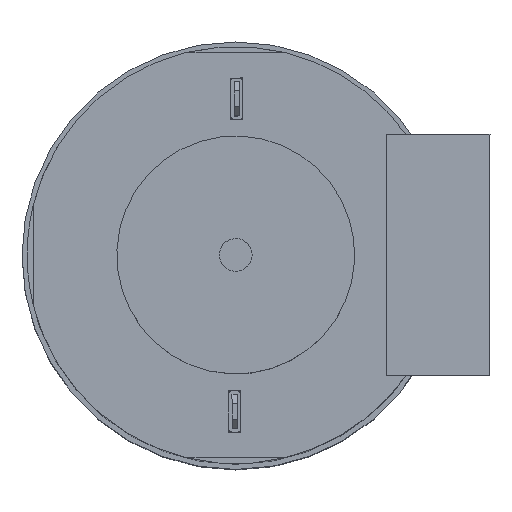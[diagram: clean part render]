
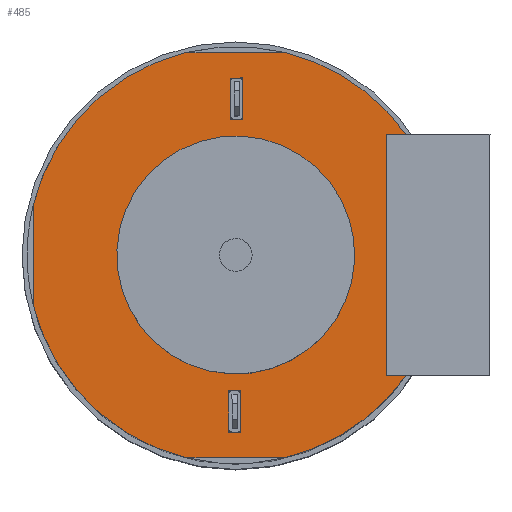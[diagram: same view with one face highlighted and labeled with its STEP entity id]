
A CAD part, top view. The second image highlights one B-rep face of the part: STEP entity #485.
In plain terms, the highlighted planar face has unit normal (0, 0, 1).
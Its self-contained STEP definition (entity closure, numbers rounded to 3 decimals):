
#304=CARTESIAN_POINT('',(0.,3.45,40.));
#305=VERTEX_POINT('',#304);
#312=CARTESIAN_POINT('',(0.,0.,40.));
#313=DIRECTION('',(0.,1.,-0.));
#314=DIRECTION('',(0.,0.,1.));
#315=AXIS2_PLACEMENT_3D('',#312,#314,#313);
#316=CIRCLE('',#315,3.45);
#317=EDGE_CURVE('',#305,#305,#316,.T.);
#323=CARTESIAN_POINT('',(0.,-3.242,40.));
#324=DIRECTION('',(0.,1.,0.));
#325=DIRECTION('',(0.,-0.,1.));
#326=AXIS2_PLACEMENT_3D('',#323,#325,#324);
#327=PLANE('',#326);
#328=CARTESIAN_POINT('',(-2.889,11.75,40.));
#329=VERTEX_POINT('',#328);
#330=CARTESIAN_POINT('',(-11.75,2.889,40.));
#331=VERTEX_POINT('',#330);
#332=CARTESIAN_POINT('',(0.,0.,40.));
#333=DIRECTION('',(-0.239,0.971,0.));
#334=DIRECTION('',(0.,0.,1.));
#335=AXIS2_PLACEMENT_3D('',#332,#334,#333);
#336=CIRCLE('',#335,12.1);
#337=EDGE_CURVE('',#329,#331,#336,.T.);
#338=ORIENTED_EDGE('',*,*,#337,.T.);
#339=CARTESIAN_POINT('',(-11.75,-2.889,40.));
#340=VERTEX_POINT('',#339);
#341=CARTESIAN_POINT('',(-11.75,2.889,40.));
#342=DIRECTION('',(0.,-1.,0.));
#343=VECTOR('',#342,5.778);
#344=LINE('',#341,#343);
#345=EDGE_CURVE('',#331,#340,#344,.T.);
#346=ORIENTED_EDGE('',*,*,#345,.T.);
#347=CARTESIAN_POINT('',(-2.889,-11.75,40.));
#348=VERTEX_POINT('',#347);
#349=CARTESIAN_POINT('',(0.,0.,40.));
#350=DIRECTION('',(-0.971,-0.239,0.));
#351=DIRECTION('',(0.,0.,1.));
#352=AXIS2_PLACEMENT_3D('',#349,#351,#350);
#353=CIRCLE('',#352,12.1);
#354=EDGE_CURVE('',#340,#348,#353,.T.);
#355=ORIENTED_EDGE('',*,*,#354,.T.);
#356=CARTESIAN_POINT('',(2.889,-11.75,40.));
#357=VERTEX_POINT('',#356);
#358=CARTESIAN_POINT('',(-2.889,-11.75,40.));
#359=DIRECTION('',(1.,0.,0.));
#360=VECTOR('',#359,5.778);
#361=LINE('',#358,#360);
#362=EDGE_CURVE('',#348,#357,#361,.T.);
#363=ORIENTED_EDGE('',*,*,#362,.T.);
#364=CARTESIAN_POINT('',(9.87,-7.,40.));
#365=VERTEX_POINT('',#364);
#366=CARTESIAN_POINT('',(0.,0.,40.));
#367=DIRECTION('',(0.239,-0.971,0.));
#368=DIRECTION('',(0.,0.,1.));
#369=AXIS2_PLACEMENT_3D('',#366,#368,#367);
#370=CIRCLE('',#369,12.1);
#371=EDGE_CURVE('',#357,#365,#370,.T.);
#372=ORIENTED_EDGE('',*,*,#371,.T.);
#373=CARTESIAN_POINT('',(8.75,-7.,40.));
#374=VERTEX_POINT('',#373);
#375=CARTESIAN_POINT('',(9.87,-7.,40.));
#376=DIRECTION('',(-1.,0.,0.));
#377=VECTOR('',#376,1.12);
#378=LINE('',#375,#377);
#379=EDGE_CURVE('',#365,#374,#378,.T.);
#380=ORIENTED_EDGE('',*,*,#379,.T.);
#381=CARTESIAN_POINT('',(8.75,7.,40.));
#382=VERTEX_POINT('',#381);
#383=CARTESIAN_POINT('',(8.75,-7.,40.));
#384=DIRECTION('',(0.,1.,0.));
#385=VECTOR('',#384,14.);
#386=LINE('',#383,#385);
#387=EDGE_CURVE('',#374,#382,#386,.T.);
#388=ORIENTED_EDGE('',*,*,#387,.T.);
#389=CARTESIAN_POINT('',(9.87,7.,40.));
#390=VERTEX_POINT('',#389);
#391=CARTESIAN_POINT('',(8.75,7.,40.));
#392=DIRECTION('',(1.,0.,0.));
#393=VECTOR('',#392,1.12);
#394=LINE('',#391,#393);
#395=EDGE_CURVE('',#382,#390,#394,.T.);
#396=ORIENTED_EDGE('',*,*,#395,.T.);
#397=CARTESIAN_POINT('',(2.889,11.75,40.));
#398=VERTEX_POINT('',#397);
#399=CARTESIAN_POINT('',(0.,0.,40.));
#400=DIRECTION('',(0.816,0.579,0.));
#401=DIRECTION('',(0.,0.,1.));
#402=AXIS2_PLACEMENT_3D('',#399,#401,#400);
#403=CIRCLE('',#402,12.1);
#404=EDGE_CURVE('',#390,#398,#403,.T.);
#405=ORIENTED_EDGE('',*,*,#404,.T.);
#406=CARTESIAN_POINT('',(2.889,11.75,40.));
#407=DIRECTION('',(-1.,0.,0.));
#408=VECTOR('',#407,5.778);
#409=LINE('',#406,#408);
#410=EDGE_CURVE('',#398,#329,#409,.T.);
#411=ORIENTED_EDGE('',*,*,#410,.T.);
#412=EDGE_LOOP('',(#338,#346,#355,#363,#372,#380,#388,#396,#405,#411));
#413=FACE_OUTER_BOUND('',#412,.T.);
#414=ORIENTED_EDGE('',*,*,#317,.F.);
#415=EDGE_LOOP('',(#414));
#416=FACE_BOUND('',#415,.T.);
#417=CARTESIAN_POINT('',(-0.295,10.269,40.));
#418=VERTEX_POINT('',#417);
#419=CARTESIAN_POINT('',(0.405,10.274,40.));
#420=VERTEX_POINT('',#419);
#421=CARTESIAN_POINT('',(-0.295,10.269,40.));
#422=DIRECTION('',(1.,0.007,0.));
#423=VECTOR('',#422,0.7);
#424=LINE('',#421,#423);
#425=EDGE_CURVE('',#418,#420,#424,.T.);
#426=ORIENTED_EDGE('',*,*,#425,.T.);
#427=CARTESIAN_POINT('',(0.42,7.874,40.));
#428=VERTEX_POINT('',#427);
#429=CARTESIAN_POINT('',(0.405,10.274,40.));
#430=DIRECTION('',(0.007,-1.,0.));
#431=VECTOR('',#430,2.4);
#432=LINE('',#429,#431);
#433=EDGE_CURVE('',#420,#428,#432,.T.);
#434=ORIENTED_EDGE('',*,*,#433,.T.);
#435=CARTESIAN_POINT('',(-0.28,7.869,40.));
#436=VERTEX_POINT('',#435);
#437=CARTESIAN_POINT('',(0.42,7.874,40.));
#438=DIRECTION('',(-1.,-0.007,0.));
#439=VECTOR('',#438,0.7);
#440=LINE('',#437,#439);
#441=EDGE_CURVE('',#428,#436,#440,.T.);
#442=ORIENTED_EDGE('',*,*,#441,.T.);
#443=CARTESIAN_POINT('',(-0.28,7.869,40.));
#444=DIRECTION('',(-0.007,1.,0.));
#445=VECTOR('',#444,2.4);
#446=LINE('',#443,#445);
#447=EDGE_CURVE('',#436,#418,#446,.T.);
#448=ORIENTED_EDGE('',*,*,#447,.T.);
#449=EDGE_LOOP('',(#426,#434,#442,#448));
#450=FACE_BOUND('',#449,.T.);
#451=CARTESIAN_POINT('',(-0.405,-10.274,40.));
#452=VERTEX_POINT('',#451);
#453=CARTESIAN_POINT('',(-0.42,-7.874,40.));
#454=VERTEX_POINT('',#453);
#455=CARTESIAN_POINT('',(-0.405,-10.274,40.));
#456=DIRECTION('',(-0.007,1.,0.));
#457=VECTOR('',#456,2.4);
#458=LINE('',#455,#457);
#459=EDGE_CURVE('',#452,#454,#458,.T.);
#460=ORIENTED_EDGE('',*,*,#459,.T.);
#461=CARTESIAN_POINT('',(0.28,-7.869,40.));
#462=VERTEX_POINT('',#461);
#463=CARTESIAN_POINT('',(-0.42,-7.874,40.));
#464=DIRECTION('',(1.,0.007,0.));
#465=VECTOR('',#464,0.7);
#466=LINE('',#463,#465);
#467=EDGE_CURVE('',#454,#462,#466,.T.);
#468=ORIENTED_EDGE('',*,*,#467,.T.);
#469=CARTESIAN_POINT('',(0.295,-10.269,40.));
#470=VERTEX_POINT('',#469);
#471=CARTESIAN_POINT('',(0.28,-7.869,40.));
#472=DIRECTION('',(0.007,-1.,0.));
#473=VECTOR('',#472,2.4);
#474=LINE('',#471,#473);
#475=EDGE_CURVE('',#462,#470,#474,.T.);
#476=ORIENTED_EDGE('',*,*,#475,.T.);
#477=CARTESIAN_POINT('',(0.295,-10.269,40.));
#478=DIRECTION('',(-1.,-0.007,0.));
#479=VECTOR('',#478,0.7);
#480=LINE('',#477,#479);
#481=EDGE_CURVE('',#470,#452,#480,.T.);
#482=ORIENTED_EDGE('',*,*,#481,.T.);
#483=EDGE_LOOP('',(#460,#468,#476,#482));
#484=FACE_BOUND('',#483,.T.);
#485=ADVANCED_FACE('',(#413,#416,#450,#484),#327,.T.);
